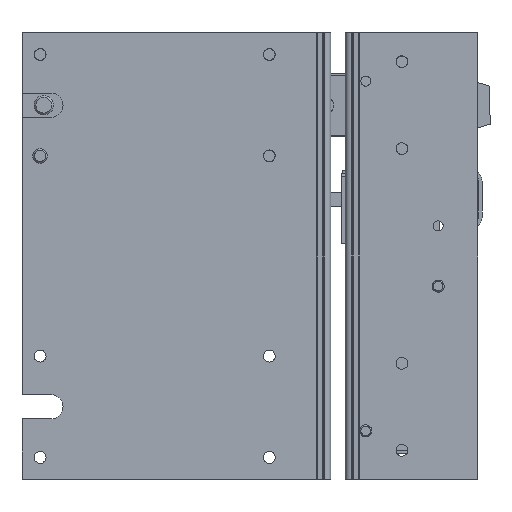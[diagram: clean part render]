
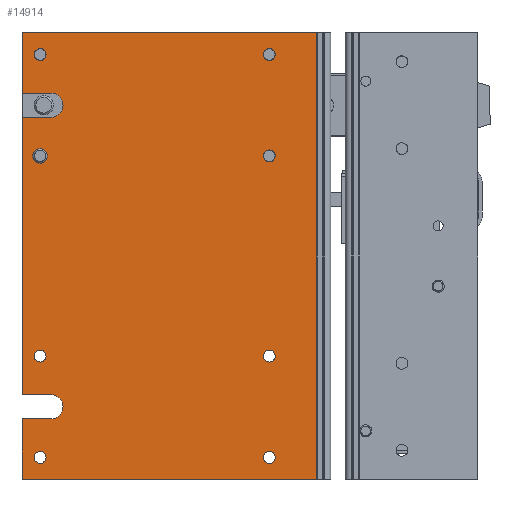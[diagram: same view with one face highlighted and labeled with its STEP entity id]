
A CAD part, left-side view. The second image highlights one B-rep face of the part: STEP entity #14914.
In plain terms, the highlighted planar face has unit normal (-1, 0, 0).
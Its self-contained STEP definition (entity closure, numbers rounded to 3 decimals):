
#14130=CARTESIAN_POINT('',(-7.5,147.595,0.));
#14131=VERTEX_POINT('',#14130);
#14138=CARTESIAN_POINT('',(-7.5,24.595,0.));
#14139=VERTEX_POINT('',#14138);
#14140=CARTESIAN_POINT('',(-7.5,24.595,0.));
#14141=DIRECTION('',(0.0,1.0,0.0));
#14142=VECTOR('',#14141,123.);
#14143=LINE('',#14140,#14142);
#14144=EDGE_CURVE('',#14139,#14131,#14143,.T.);
#14459=CARTESIAN_POINT('',(-7.5,24.595,-185.));
#14460=VERTEX_POINT('',#14459);
#14461=CARTESIAN_POINT('',(-7.5,24.595,-185.));
#14462=DIRECTION('',(0.0,0.0,1.0));
#14463=VECTOR('',#14462,185.0);
#14464=LINE('',#14461,#14463);
#14465=EDGE_CURVE('',#14460,#14139,#14464,.T.);
#14588=CARTESIAN_POINT('',(-7.5,147.595,-185.));
#14589=VERTEX_POINT('',#14588);
#14590=CARTESIAN_POINT('',(-7.5,147.595,-185.));
#14591=DIRECTION('',(0.0,-1.0,0.0));
#14592=VECTOR('',#14591,123.);
#14593=LINE('',#14590,#14592);
#14594=EDGE_CURVE('',#14589,#14460,#14593,.T.);
#14700=CARTESIAN_POINT('',(-7.5,137.637,-9.));
#14701=VERTEX_POINT('',#14700);
#14702=CARTESIAN_POINT('',(-7.5,140.095,-9.));
#14703=DIRECTION('',(1.0,0.0,0.0));
#14704=DIRECTION('',(0.0,1.0,0.0));
#14705=AXIS2_PLACEMENT_3D('',#14702,#14703,#14704);
#14706=CIRCLE('',#14705,2.459);
#14707=EDGE_CURVE('',#14701,#14701,#14706,.T.);
#14728=CARTESIAN_POINT('',(-7.5,42.637,-51.));
#14729=VERTEX_POINT('',#14728);
#14730=CARTESIAN_POINT('',(-7.5,45.095,-51.));
#14731=DIRECTION('',(1.0,0.0,0.0));
#14732=DIRECTION('',(0.0,1.0,0.0));
#14733=AXIS2_PLACEMENT_3D('',#14730,#14731,#14732);
#14734=CIRCLE('',#14733,2.459);
#14735=EDGE_CURVE('',#14729,#14729,#14734,.T.);
#14756=CARTESIAN_POINT('',(-7.5,42.637,-9.));
#14757=VERTEX_POINT('',#14756);
#14758=CARTESIAN_POINT('',(-7.5,45.095,-9.));
#14759=DIRECTION('',(1.0,0.0,0.0));
#14760=DIRECTION('',(0.0,1.0,0.0));
#14761=AXIS2_PLACEMENT_3D('',#14758,#14759,#14760);
#14762=CIRCLE('',#14761,2.459);
#14763=EDGE_CURVE('',#14757,#14757,#14762,.T.);
#14768=CARTESIAN_POINT('',(-7.5,24.595,-92.5));
#14769=DIRECTION('',(-1.0,0.0,0.0));
#14770=DIRECTION('',(0.0,0.0,1.0));
#14771=AXIS2_PLACEMENT_3D('',#14768,#14769,#14770);
#14772=PLANE('',#14771);
#14773=CARTESIAN_POINT('',(-7.5,135.595,-160.));
#14774=VERTEX_POINT('',#14773);
#14775=CARTESIAN_POINT('',(-7.5,147.595,-160.));
#14776=VERTEX_POINT('',#14775);
#14777=CARTESIAN_POINT('',(-7.5,135.595,-160.));
#14778=DIRECTION('',(0.0,1.0,0.0));
#14779=VECTOR('',#14778,12.0);
#14780=LINE('',#14777,#14779);
#14781=EDGE_CURVE('',#14774,#14776,#14780,.T.);
#14782=ORIENTED_EDGE('',*,*,#14781,.T.);
#14783=CARTESIAN_POINT('',(-7.5,147.595,-185.));
#14784=DIRECTION('',(0.0,0.0,1.0));
#14785=VECTOR('',#14784,25.0);
#14786=LINE('',#14783,#14785);
#14787=EDGE_CURVE('',#14589,#14776,#14786,.T.);
#14788=ORIENTED_EDGE('',*,*,#14787,.F.);
#14789=ORIENTED_EDGE('',*,*,#14594,.T.);
#14790=ORIENTED_EDGE('',*,*,#14465,.T.);
#14791=ORIENTED_EDGE('',*,*,#14144,.T.);
#14792=CARTESIAN_POINT('',(-7.5,147.595,-25.));
#14793=VERTEX_POINT('',#14792);
#14794=CARTESIAN_POINT('',(-7.5,147.595,-25.));
#14795=DIRECTION('',(0.0,0.0,1.0));
#14796=VECTOR('',#14795,25.0);
#14797=LINE('',#14794,#14796);
#14798=EDGE_CURVE('',#14793,#14131,#14797,.T.);
#14799=ORIENTED_EDGE('',*,*,#14798,.F.);
#14800=CARTESIAN_POINT('',(-7.5,135.595,-25.));
#14801=VERTEX_POINT('',#14800);
#14802=CARTESIAN_POINT('',(-7.5,147.595,-25.));
#14803=DIRECTION('',(0.0,-1.0,0.0));
#14804=VECTOR('',#14803,12.0);
#14805=LINE('',#14802,#14804);
#14806=EDGE_CURVE('',#14793,#14801,#14805,.T.);
#14807=ORIENTED_EDGE('',*,*,#14806,.T.);
#14808=CARTESIAN_POINT('',(-7.5,135.595,-35.));
#14809=VERTEX_POINT('',#14808);
#14810=CARTESIAN_POINT('',(-7.5,135.595,-30.));
#14811=DIRECTION('',(1.0,0.0,0.0));
#14812=DIRECTION('',(0.0,0.0,1.0));
#14813=AXIS2_PLACEMENT_3D('',#14810,#14811,#14812);
#14814=CIRCLE('',#14813,5.0);
#14815=EDGE_CURVE('',#14801,#14809,#14814,.T.);
#14816=ORIENTED_EDGE('',*,*,#14815,.T.);
#14817=CARTESIAN_POINT('',(-7.5,147.595,-35.));
#14818=VERTEX_POINT('',#14817);
#14819=CARTESIAN_POINT('',(-7.5,135.595,-35.));
#14820=DIRECTION('',(0.0,1.0,0.0));
#14821=VECTOR('',#14820,12.);
#14822=LINE('',#14819,#14821);
#14823=EDGE_CURVE('',#14809,#14818,#14822,.T.);
#14824=ORIENTED_EDGE('',*,*,#14823,.T.);
#14825=CARTESIAN_POINT('',(-7.5,147.595,-150.));
#14826=VERTEX_POINT('',#14825);
#14827=CARTESIAN_POINT('',(-7.5,147.595,-150.));
#14828=DIRECTION('',(0.0,0.0,1.0));
#14829=VECTOR('',#14828,115.0);
#14830=LINE('',#14827,#14829);
#14831=EDGE_CURVE('',#14826,#14818,#14830,.T.);
#14832=ORIENTED_EDGE('',*,*,#14831,.F.);
#14833=CARTESIAN_POINT('',(-7.5,135.595,-150.));
#14834=VERTEX_POINT('',#14833);
#14835=CARTESIAN_POINT('',(-7.5,147.595,-150.));
#14836=DIRECTION('',(0.0,-1.0,0.0));
#14837=VECTOR('',#14836,12.);
#14838=LINE('',#14835,#14837);
#14839=EDGE_CURVE('',#14826,#14834,#14838,.T.);
#14840=ORIENTED_EDGE('',*,*,#14839,.T.);
#14841=CARTESIAN_POINT('',(-7.5,135.595,-155.));
#14842=DIRECTION('',(1.0,0.0,0.0));
#14843=DIRECTION('',(0.0,0.0,-1.0));
#14844=AXIS2_PLACEMENT_3D('',#14841,#14842,#14843);
#14845=CIRCLE('',#14844,5.0);
#14846=EDGE_CURVE('',#14834,#14774,#14845,.T.);
#14847=ORIENTED_EDGE('',*,*,#14846,.T.);
#14848=EDGE_LOOP('',(#14782,#14788,#14789,#14790,#14791,#14799,#14807,#14816,#14824,#14832,#14840,#14847));
#14849=FACE_OUTER_BOUND('',#14848,.T.);
#14850=CARTESIAN_POINT('',(-7.5,137.095,-51.));
#14851=VERTEX_POINT('',#14850);
#14852=CARTESIAN_POINT('',(-7.5,140.095,-51.));
#14853=DIRECTION('',(1.0,0.0,0.0));
#14854=DIRECTION('',(0.0,1.0,0.0));
#14855=AXIS2_PLACEMENT_3D('',#14852,#14853,#14854);
#14856=CIRCLE('',#14855,3.);
#14857=EDGE_CURVE('',#14851,#14851,#14856,.T.);
#14858=ORIENTED_EDGE('',*,*,#14857,.T.);
#14859=EDGE_LOOP('',(#14858));
#14860=FACE_BOUND('',#14859,.T.);
#14861=CARTESIAN_POINT('',(-7.5,137.637,-134.));
#14862=VERTEX_POINT('',#14861);
#14863=CARTESIAN_POINT('',(-7.5,140.095,-134.));
#14864=DIRECTION('',(1.0,0.0,0.0));
#14865=DIRECTION('',(0.0,1.0,0.0));
#14866=AXIS2_PLACEMENT_3D('',#14863,#14864,#14865);
#14867=CIRCLE('',#14866,2.459);
#14868=EDGE_CURVE('',#14862,#14862,#14867,.T.);
#14869=ORIENTED_EDGE('',*,*,#14868,.T.);
#14870=EDGE_LOOP('',(#14869));
#14871=FACE_BOUND('',#14870,.T.);
#14872=CARTESIAN_POINT('',(-7.5,137.637,-176.));
#14873=VERTEX_POINT('',#14872);
#14874=CARTESIAN_POINT('',(-7.5,140.095,-176.));
#14875=DIRECTION('',(1.0,0.0,0.0));
#14876=DIRECTION('',(0.0,1.0,0.0));
#14877=AXIS2_PLACEMENT_3D('',#14874,#14875,#14876);
#14878=CIRCLE('',#14877,2.459);
#14879=EDGE_CURVE('',#14873,#14873,#14878,.T.);
#14880=ORIENTED_EDGE('',*,*,#14879,.T.);
#14881=EDGE_LOOP('',(#14880));
#14882=FACE_BOUND('',#14881,.T.);
#14883=CARTESIAN_POINT('',(-7.5,42.637,-134.));
#14884=VERTEX_POINT('',#14883);
#14885=CARTESIAN_POINT('',(-7.5,45.095,-134.));
#14886=DIRECTION('',(1.0,0.0,0.0));
#14887=DIRECTION('',(0.0,1.0,0.0));
#14888=AXIS2_PLACEMENT_3D('',#14885,#14886,#14887);
#14889=CIRCLE('',#14888,2.459);
#14890=EDGE_CURVE('',#14884,#14884,#14889,.T.);
#14891=ORIENTED_EDGE('',*,*,#14890,.T.);
#14892=EDGE_LOOP('',(#14891));
#14893=FACE_BOUND('',#14892,.T.);
#14894=CARTESIAN_POINT('',(-7.5,42.637,-176.));
#14895=VERTEX_POINT('',#14894);
#14896=CARTESIAN_POINT('',(-7.5,45.095,-176.));
#14897=DIRECTION('',(1.0,0.0,0.0));
#14898=DIRECTION('',(0.0,1.0,0.0));
#14899=AXIS2_PLACEMENT_3D('',#14896,#14897,#14898);
#14900=CIRCLE('',#14899,2.459);
#14901=EDGE_CURVE('',#14895,#14895,#14900,.T.);
#14902=ORIENTED_EDGE('',*,*,#14901,.T.);
#14903=EDGE_LOOP('',(#14902));
#14904=FACE_BOUND('',#14903,.T.);
#14905=ORIENTED_EDGE('',*,*,#14707,.T.);
#14906=EDGE_LOOP('',(#14905));
#14907=FACE_BOUND('',#14906,.T.);
#14908=ORIENTED_EDGE('',*,*,#14735,.T.);
#14909=EDGE_LOOP('',(#14908));
#14910=FACE_BOUND('',#14909,.T.);
#14911=ORIENTED_EDGE('',*,*,#14763,.T.);
#14912=EDGE_LOOP('',(#14911));
#14913=FACE_BOUND('',#14912,.T.);
#14914=ADVANCED_FACE('',(#14849,#14860,#14871,#14882,#14893,#14904,#14907,#14910,#14913),#14772,.T.);
